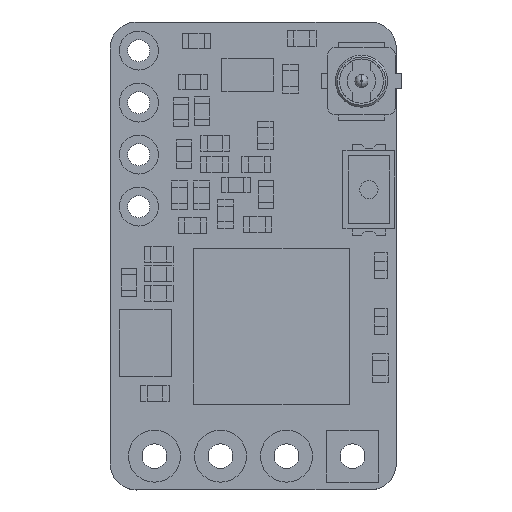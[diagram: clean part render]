
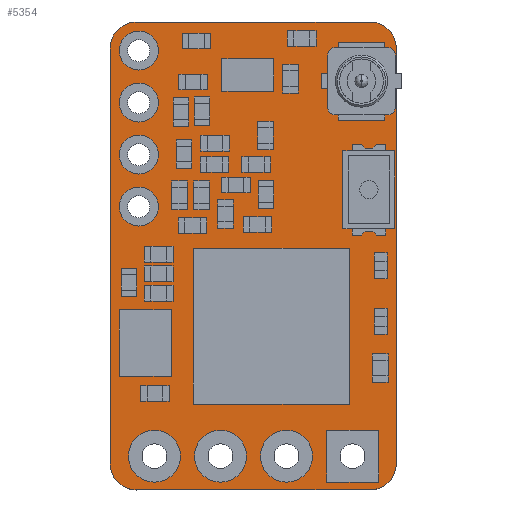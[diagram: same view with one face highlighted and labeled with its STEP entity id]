
A CAD part, top view. The second image highlights one B-rep face of the part: STEP entity #5354.
In plain terms, the highlighted planar face has unit normal (0, 0, 1).
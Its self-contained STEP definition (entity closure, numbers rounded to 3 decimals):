
#859=FACE_BOUND('',#1514,.T.);
#860=FACE_BOUND('',#1515,.T.);
#861=FACE_BOUND('',#1516,.T.);
#862=FACE_BOUND('',#1517,.T.);
#863=FACE_BOUND('',#1518,.T.);
#864=FACE_BOUND('',#1519,.T.);
#865=FACE_BOUND('',#1520,.T.);
#866=FACE_BOUND('',#1521,.T.);
#901=PLANE('',#6005);
#1195=FACE_OUTER_BOUND('',#1513,.T.);
#1513=EDGE_LOOP('',(#4162,#4163,#4164,#4165,#4166,#4167,#4168,#4169));
#1514=EDGE_LOOP('',(#4170));
#1515=EDGE_LOOP('',(#4171));
#1516=EDGE_LOOP('',(#4172));
#1517=EDGE_LOOP('',(#4173));
#1518=EDGE_LOOP('',(#4174));
#1519=EDGE_LOOP('',(#4175));
#1520=EDGE_LOOP('',(#4176));
#1521=EDGE_LOOP('',(#4177,#4178,#4179,#4180));
#1789=LINE('',#8494,#2292);
#1792=LINE('',#8499,#2295);
#1800=LINE('',#8530,#2303);
#1802=LINE('',#8533,#2305);
#1809=LINE('',#8559,#2312);
#1815=LINE('',#8574,#2318);
#1817=LINE('',#8580,#2320);
#1826=LINE('',#8598,#2329);
#2292=VECTOR('',#6707,10.);
#2295=VECTOR('',#6712,10.);
#2303=VECTOR('',#6750,10.);
#2305=VECTOR('',#6754,10.);
#2312=VECTOR('',#6777,1000.);
#2318=VECTOR('',#6793,1000.);
#2320=VECTOR('',#6801,1000.);
#2329=VECTOR('',#6828,1000.);
#2808=CIRCLE('',#5965,1.);
#2809=CIRCLE('',#5967,0.75);
#2810=CIRCLE('',#5969,0.75);
#2811=CIRCLE('',#5971,1.);
#2812=CIRCLE('',#5973,0.75);
#2813=CIRCLE('',#5975,0.75);
#2814=CIRCLE('',#5977,1.);
#2816=CIRCLE('',#5982,1.);
#2820=CIRCLE('',#5989,1.);
#2821=CIRCLE('',#5991,1.);
#2822=CIRCLE('',#5994,1.);
#2943=VERTEX_POINT('',#8491);
#2944=VERTEX_POINT('',#8493);
#2945=VERTEX_POINT('',#8497);
#2946=VERTEX_POINT('',#8501);
#2947=VERTEX_POINT('',#8505);
#2948=VERTEX_POINT('',#8509);
#2949=VERTEX_POINT('',#8513);
#2950=VERTEX_POINT('',#8517);
#2951=VERTEX_POINT('',#8521);
#2952=VERTEX_POINT('',#8525);
#2953=VERTEX_POINT('',#8529);
#2956=VERTEX_POINT('',#8538);
#2957=VERTEX_POINT('',#8540);
#2964=VERTEX_POINT('',#8558);
#2965=VERTEX_POINT('',#8562);
#2966=VERTEX_POINT('',#8566);
#2967=VERTEX_POINT('',#8568);
#2968=VERTEX_POINT('',#8572);
#2969=VERTEX_POINT('',#8576);
#3372=EDGE_CURVE('',#2944,#2943,#1789,.T.);
#3375=EDGE_CURVE('',#2943,#2945,#1792,.T.);
#3376=EDGE_CURVE('',#2946,#2946,#2808,.T.);
#3378=EDGE_CURVE('',#2947,#2947,#2809,.T.);
#3380=EDGE_CURVE('',#2948,#2948,#2810,.T.);
#3382=EDGE_CURVE('',#2949,#2949,#2811,.T.);
#3384=EDGE_CURVE('',#2950,#2950,#2812,.T.);
#3386=EDGE_CURVE('',#2951,#2951,#2813,.T.);
#3388=EDGE_CURVE('',#2952,#2952,#2814,.T.);
#3390=EDGE_CURVE('',#2953,#2944,#1800,.T.);
#3392=EDGE_CURVE('',#2945,#2953,#1802,.T.);
#3395=EDGE_CURVE('',#2956,#2957,#2816,.T.);
#3404=EDGE_CURVE('',#2964,#2957,#1809,.T.);
#3406=EDGE_CURVE('',#2964,#2965,#2820,.T.);
#3409=EDGE_CURVE('',#2966,#2967,#2821,.T.);
#3412=EDGE_CURVE('',#2966,#2968,#1815,.T.);
#3413=EDGE_CURVE('',#2969,#2968,#2822,.T.);
#3415=EDGE_CURVE('',#2969,#2965,#1817,.T.);
#3424=EDGE_CURVE('',#2956,#2967,#1826,.T.);
#4162=ORIENTED_EDGE('',*,*,#3395,.F.);
#4163=ORIENTED_EDGE('',*,*,#3424,.T.);
#4164=ORIENTED_EDGE('',*,*,#3409,.F.);
#4165=ORIENTED_EDGE('',*,*,#3412,.T.);
#4166=ORIENTED_EDGE('',*,*,#3413,.F.);
#4167=ORIENTED_EDGE('',*,*,#3415,.T.);
#4168=ORIENTED_EDGE('',*,*,#3406,.F.);
#4169=ORIENTED_EDGE('',*,*,#3404,.T.);
#4170=ORIENTED_EDGE('',*,*,#3376,.T.);
#4171=ORIENTED_EDGE('',*,*,#3378,.T.);
#4172=ORIENTED_EDGE('',*,*,#3380,.T.);
#4173=ORIENTED_EDGE('',*,*,#3382,.T.);
#4174=ORIENTED_EDGE('',*,*,#3384,.T.);
#4175=ORIENTED_EDGE('',*,*,#3386,.T.);
#4176=ORIENTED_EDGE('',*,*,#3388,.T.);
#4177=ORIENTED_EDGE('',*,*,#3375,.T.);
#4178=ORIENTED_EDGE('',*,*,#3392,.T.);
#4179=ORIENTED_EDGE('',*,*,#3390,.T.);
#4180=ORIENTED_EDGE('',*,*,#3372,.T.);
#5354=ADVANCED_FACE('',(#1195,#859,#860,#861,#862,#863,#864,#865,#866),
#901,.F.);
#5965=AXIS2_PLACEMENT_3D('',#8502,#6715,#6716);
#5967=AXIS2_PLACEMENT_3D('',#8506,#6720,#6721);
#5969=AXIS2_PLACEMENT_3D('',#8510,#6725,#6726);
#5971=AXIS2_PLACEMENT_3D('',#8514,#6730,#6731);
#5973=AXIS2_PLACEMENT_3D('',#8518,#6735,#6736);
#5975=AXIS2_PLACEMENT_3D('',#8522,#6740,#6741);
#5977=AXIS2_PLACEMENT_3D('',#8526,#6745,#6746);
#5982=AXIS2_PLACEMENT_3D('',#8541,#6760,#6761);
#5989=AXIS2_PLACEMENT_3D('',#8563,#6781,#6782);
#5991=AXIS2_PLACEMENT_3D('',#8569,#6787,#6788);
#5994=AXIS2_PLACEMENT_3D('',#8577,#6796,#6797);
#6005=AXIS2_PLACEMENT_3D('',#8599,#6829,#6830);
#6707=DIRECTION('',(0.,-1.,0.));
#6712=DIRECTION('',(-1.,0.,0.));
#6715=DIRECTION('center_axis',(0.,0.,-1.));
#6716=DIRECTION('ref_axis',(0.,1.,0.));
#6720=DIRECTION('center_axis',(0.,0.,-1.));
#6721=DIRECTION('ref_axis',(0.,1.,0.));
#6725=DIRECTION('center_axis',(0.,0.,-1.));
#6726=DIRECTION('ref_axis',(0.,1.,0.));
#6730=DIRECTION('center_axis',(0.,0.,-1.));
#6731=DIRECTION('ref_axis',(0.,1.,0.));
#6735=DIRECTION('center_axis',(0.,0.,-1.));
#6736=DIRECTION('ref_axis',(0.,1.,0.));
#6740=DIRECTION('center_axis',(0.,0.,-1.));
#6741=DIRECTION('ref_axis',(0.,1.,0.));
#6745=DIRECTION('center_axis',(0.,0.,-1.));
#6746=DIRECTION('ref_axis',(0.,1.,0.));
#6750=DIRECTION('',(1.,0.,0.));
#6754=DIRECTION('',(0.,1.,0.));
#6760=DIRECTION('center_axis',(0.,0.,-1.));
#6761=DIRECTION('ref_axis',(0.707,0.707,0.));
#6777=DIRECTION('',(0.,1.,0.));
#6781=DIRECTION('center_axis',(0.,0.,-1.));
#6782=DIRECTION('ref_axis',(0.707,-0.707,0.));
#6787=DIRECTION('center_axis',(0.,0.,-1.));
#6788=DIRECTION('ref_axis',(-0.707,0.707,0.));
#6793=DIRECTION('',(0.,-1.,0.));
#6796=DIRECTION('center_axis',(0.,0.,-1.));
#6797=DIRECTION('ref_axis',(-0.707,-0.707,0.));
#6801=DIRECTION('',(1.,0.,0.));
#6828=DIRECTION('',(-1.,0.,0.));
#6829=DIRECTION('center_axis',(0.,0.,-1.));
#6830=DIRECTION('ref_axis',(-1.,0.,0.));
#8491=CARTESIAN_POINT('',(2.3,0.68,0.));
#8493=CARTESIAN_POINT('',(2.3,2.68,0.));
#8494=CARTESIAN_POINT('',(2.3,1.34,0.));
#8497=CARTESIAN_POINT('',(0.3,0.68,0.));
#8499=CARTESIAN_POINT('',(1.15,0.68,0.));
#8501=CARTESIAN_POINT('',(1.3,8.3,0.));
#8502=CARTESIAN_POINT('Origin',(1.3,9.3,0.));
#8505=CARTESIAN_POINT('',(16.9,9.15,0.));
#8506=CARTESIAN_POINT('Origin',(16.9,9.9,0.));
#8509=CARTESIAN_POINT('',(10.9,9.15,0.));
#8510=CARTESIAN_POINT('Origin',(10.9,9.9,0.));
#8513=CARTESIAN_POINT('',(1.3,5.76,0.));
#8514=CARTESIAN_POINT('Origin',(1.3,6.76,0.));
#8517=CARTESIAN_POINT('',(14.9,9.15,0.));
#8518=CARTESIAN_POINT('Origin',(14.9,9.9,0.));
#8521=CARTESIAN_POINT('',(12.9,9.15,0.));
#8522=CARTESIAN_POINT('Origin',(12.9,9.9,0.));
#8525=CARTESIAN_POINT('',(1.3,3.22,0.));
#8526=CARTESIAN_POINT('Origin',(1.3,4.22,0.));
#8529=CARTESIAN_POINT('',(0.3,2.68,0.));
#8530=CARTESIAN_POINT('',(0.15,2.68,0.));
#8533=CARTESIAN_POINT('',(0.3,0.34,0.));
#8538=CARTESIAN_POINT('',(17.,11.,0.));
#8540=CARTESIAN_POINT('',(18.,10.,0.));
#8541=CARTESIAN_POINT('Origin',(17.,10.,0.));
#8558=CARTESIAN_POINT('',(18.,1.,0.));
#8559=CARTESIAN_POINT('',(18.,0.,0.));
#8562=CARTESIAN_POINT('',(17.,0.,0.));
#8563=CARTESIAN_POINT('Origin',(17.,1.,0.));
#8566=CARTESIAN_POINT('',(0.,10.,0.));
#8568=CARTESIAN_POINT('',(1.,11.,0.));
#8569=CARTESIAN_POINT('Origin',(1.,10.,0.));
#8572=CARTESIAN_POINT('',(0.,1.,0.));
#8574=CARTESIAN_POINT('',(0.,11.,0.));
#8576=CARTESIAN_POINT('',(1.,0.,0.));
#8577=CARTESIAN_POINT('Origin',(1.,1.,0.));
#8580=CARTESIAN_POINT('',(0.,0.,0.));
#8598=CARTESIAN_POINT('',(18.,11.,0.));
#8599=CARTESIAN_POINT('Origin',(0.,0.,0.));
